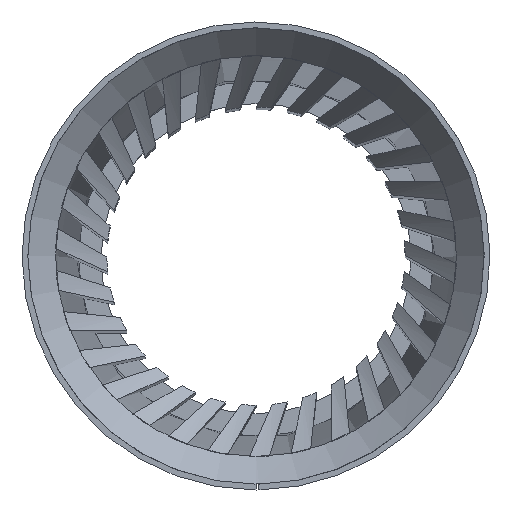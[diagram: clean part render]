
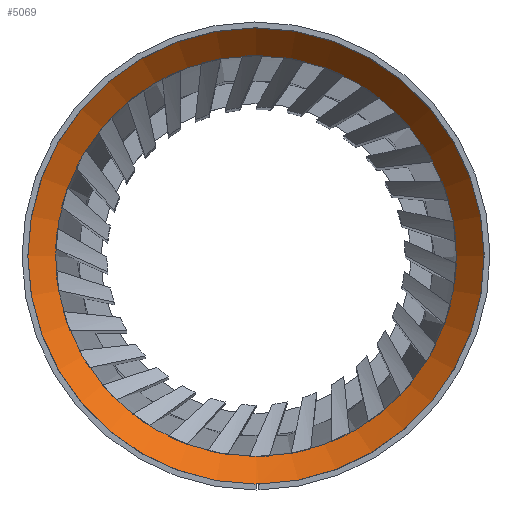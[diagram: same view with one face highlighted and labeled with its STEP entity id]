
A CAD part, top view. The second image highlights one B-rep face of the part: STEP entity #5069.
In plain terms, the highlighted conical face has half-angle 41.931 degrees and reference radius 12.082 mm.
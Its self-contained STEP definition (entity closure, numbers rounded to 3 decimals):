
#447=FACE_OUTER_BOUND('',#773,.T.);
#773=EDGE_LOOP('',(#3818,#3819,#3820,#3821,#3822,#3823,#3824,#3825,#3826));
#1177=B_SPLINE_CURVE_WITH_KNOTS('',3,(#10055,#10056,#10057,#10058),
 .UNSPECIFIED.,.F.,.F.,(4,4),(7.12,7.14),
 .UNSPECIFIED.);
#1180=(
BOUNDED_CURVE()
B_SPLINE_CURVE(2,(#10061,#10062,#10063),.UNSPECIFIED.,.F.,.F.)
B_SPLINE_CURVE_WITH_KNOTS((3,3),(0.,0.001),.UNSPECIFIED.)
CURVE()
GEOMETRIC_REPRESENTATION_ITEM()
RATIONAL_B_SPLINE_CURVE((1.,1.,1.))
REPRESENTATION_ITEM('')
);
#1366=CIRCLE('',#5390,15.3);
#1367=CIRCLE('',#5391,13.44);
#1368=CIRCLE('',#5392,13.44);
#1369=CIRCLE('',#5393,15.3);
#1630=LINE('',#10044,#1863);
#1634=LINE('',#10067,#1867);
#1863=VECTOR('',#5963,10.);
#1867=VECTOR('',#5973,12.082);
#2199=VERTEX_POINT('',#10041);
#2200=VERTEX_POINT('',#10043);
#2203=VERTEX_POINT('',#10051);
#2204=VERTEX_POINT('',#10060);
#2205=VERTEX_POINT('',#10064);
#2206=VERTEX_POINT('',#10066);
#2207=VERTEX_POINT('',#10068);
#2824=EDGE_CURVE('',#2199,#2200,#1630,.T.);
#2829=EDGE_CURVE('',#2203,#2199,#1177,.T.);
#2830=EDGE_CURVE('',#2204,#2203,#1180,.T.);
#2831=EDGE_CURVE('',#2205,#2204,#1366,.T.);
#2832=EDGE_CURVE('',#2205,#2206,#1634,.T.);
#2833=EDGE_CURVE('',#2207,#2206,#1367,.T.);
#2834=EDGE_CURVE('',#2206,#2207,#1368,.T.);
#2835=EDGE_CURVE('',#2200,#2205,#1369,.T.);
#3818=ORIENTED_EDGE('',*,*,#2830,.F.);
#3819=ORIENTED_EDGE('',*,*,#2831,.F.);
#3820=ORIENTED_EDGE('',*,*,#2832,.T.);
#3821=ORIENTED_EDGE('',*,*,#2833,.F.);
#3822=ORIENTED_EDGE('',*,*,#2834,.F.);
#3823=ORIENTED_EDGE('',*,*,#2832,.F.);
#3824=ORIENTED_EDGE('',*,*,#2835,.F.);
#3825=ORIENTED_EDGE('',*,*,#2824,.F.);
#3826=ORIENTED_EDGE('',*,*,#2829,.F.);
#4871=CONICAL_SURFACE('',#5389,12.082,0.732);
#5069=ADVANCED_FACE('',(#447),#4871,.F.);
#5389=AXIS2_PLACEMENT_3D('',#10059,#5969,#5970);
#5390=AXIS2_PLACEMENT_3D('',#10065,#5971,#5972);
#5391=AXIS2_PLACEMENT_3D('',#10069,#5974,#5975);
#5392=AXIS2_PLACEMENT_3D('',#10070,#5976,#5977);
#5393=AXIS2_PLACEMENT_3D('',#10071,#5978,#5979);
#5963=DIRECTION('',(0.,-0.668,0.744));
#5969=DIRECTION('center_axis',(0.,0.,1.));
#5970=DIRECTION('ref_axis',(-1.,0.,0.));
#5971=DIRECTION('center_axis',(0.,0.,-1.));
#5972=DIRECTION('ref_axis',(1.,0.,0.));
#5973=DIRECTION('',(-0.668,0.,-0.744));
#5974=DIRECTION('center_axis',(0.,0.,1.));
#5975=DIRECTION('ref_axis',(1.,0.,0.));
#5976=DIRECTION('center_axis',(0.,0.,1.));
#5977=DIRECTION('ref_axis',(1.,0.,0.));
#5978=DIRECTION('center_axis',(0.,0.,-1.));
#5979=DIRECTION('ref_axis',(1.,0.,0.));
#10041=CARTESIAN_POINT('',(0.,-15.29,103.566));
#10043=CARTESIAN_POINT('',(0.,-15.3,103.578));
#10044=CARTESIAN_POINT('',(0.,-12.082,99.995));
#10051=CARTESIAN_POINT('',(0.2,-15.288,103.566));
#10055=CARTESIAN_POINT('Ctrl Pts',(0.2,-15.288,
103.566));
#10056=CARTESIAN_POINT('Ctrl Pts',(0.133,-15.289,
103.566));
#10057=CARTESIAN_POINT('Ctrl Pts',(0.067,-15.29,
103.566));
#10058=CARTESIAN_POINT('Ctrl Pts',(0.,-15.29,
103.566));
#10059=CARTESIAN_POINT('Origin',(0.,0.,99.995));
#10060=CARTESIAN_POINT('',(0.2,-15.299,103.578));
#10061=CARTESIAN_POINT('Ctrl Pts',(0.2,-15.299,103.578));
#10062=CARTESIAN_POINT('Ctrl Pts',(0.2,-15.293,
103.572));
#10063=CARTESIAN_POINT('Ctrl Pts',(0.2,-15.288,
103.566));
#10064=CARTESIAN_POINT('',(15.3,0.,103.578));
#10065=CARTESIAN_POINT('Origin',(0.,0.,103.578));
#10066=CARTESIAN_POINT('',(13.44,0.,101.507));
#10067=CARTESIAN_POINT('',(12.082,0.,99.995));
#10068=CARTESIAN_POINT('',(-13.44,0.,101.507));
#10069=CARTESIAN_POINT('Origin',(0.,0.,101.507));
#10070=CARTESIAN_POINT('Origin',(0.,0.,101.507));
#10071=CARTESIAN_POINT('Origin',(0.,0.,103.578));
